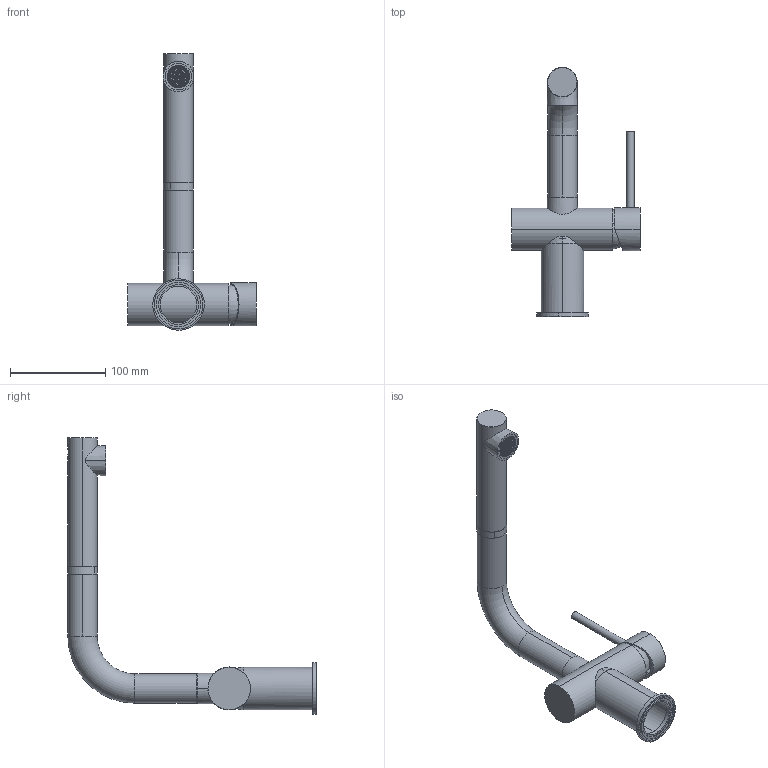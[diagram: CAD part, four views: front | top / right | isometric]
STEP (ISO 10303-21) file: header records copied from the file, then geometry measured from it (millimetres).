
FILE_DESCRIPTION (( 'STEP AP214' ), '1' );
FILE_NAME ('SUSSEX_SCALA_SSMPOH2F_horizontal_mixer_pull_out_2f_shell.STEP', '2021-06-24T05:27:42', ( '' ), ( '' ), 'SwSTEP 2.0', 'SolidWorks 2020', '' );
FILE_SCHEMA (( 'AUTOMOTIVE_DESIGN' ));
Length unit declared in the file: millimetre
Products named in the file (1): SUSSEX_SCALA_SSMPOH2F_horizontal_mixer_pull_out_2f_shell
Bounding box: 134.6 x 260.98 x 289.89 mm (x, y, z)
Volume: 355317.4 mm3; surface area: 137085.2 mm2
Topology: 13 solids, 13 shells, 1229 faces, 3094 edges, 2034 vertices
Faces by surface type: plane 788, cylinder 339, bspline 65, torus 24, cone 13
Entity records: 50598 total; most frequent: CARTESIAN_POINT 8538, ORIENTED_EDGE 6188, DIRECTION 5940, EDGE_CURVE 3094, LINE 2128, VECTOR 2128, VERTEX_POINT 2034, AXIS2_PLACEMENT_3D 1906
